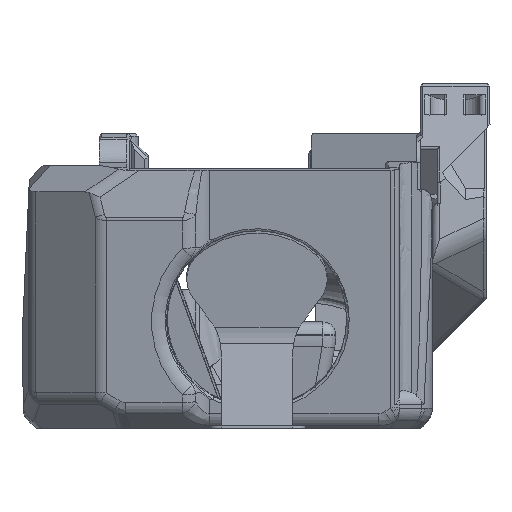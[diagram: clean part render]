
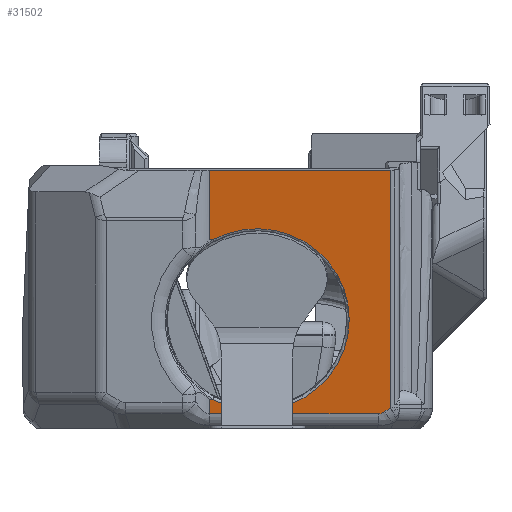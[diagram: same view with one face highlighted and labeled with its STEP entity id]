
A CAD part, left-side view. The second image highlights one B-rep face of the part: STEP entity #31502.
In plain terms, the highlighted planar face has unit normal (-0.985, 0, -0.174).
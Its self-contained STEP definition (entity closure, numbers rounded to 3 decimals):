
#739=B_SPLINE_CURVE_WITH_KNOTS('',3,(#49947,#49948,#49949,#49950),
 .UNSPECIFIED.,.F.,.F.,(4,4),(0.,0.382),.UNSPECIFIED.);
#752=B_SPLINE_CURVE_WITH_KNOTS('',3,(#50242,#50243,#50244,#50245),
 .UNSPECIFIED.,.F.,.F.,(4,4),(0.618,1.),.UNSPECIFIED.);
#1420=CIRCLE('',#33323,14.4);
#2597=ELLIPSE('',#33942,3.203,2.);
#5899=ORIENTED_EDGE('',*,*,#14145,.F.);
#5900=ORIENTED_EDGE('',*,*,#13134,.T.);
#5901=ORIENTED_EDGE('',*,*,#14274,.T.);
#5902=ORIENTED_EDGE('',*,*,#14275,.F.);
#5903=ORIENTED_EDGE('',*,*,#14276,.T.);
#5904=ORIENTED_EDGE('',*,*,#14277,.T.);
#5905=ORIENTED_EDGE('',*,*,#14278,.F.);
#5906=ORIENTED_EDGE('',*,*,#14279,.T.);
#5907=ORIENTED_EDGE('',*,*,#13730,.F.);
#5908=ORIENTED_EDGE('',*,*,#13755,.F.);
#13134=EDGE_CURVE('',#17767,#17766,#1420,.T.);
#13730=EDGE_CURVE('',#18168,#18169,#21051,.T.);
#13755=EDGE_CURVE('',#18186,#18168,#21070,.T.);
#14145=EDGE_CURVE('',#17767,#18186,#739,.F.);
#14274=EDGE_CURVE('',#17766,#18551,#752,.T.);
#14275=EDGE_CURVE('',#18552,#18551,#21406,.T.);
#14276=EDGE_CURVE('',#18552,#18553,#21407,.T.);
#14277=EDGE_CURVE('',#18553,#18554,#2597,.T.);
#14278=EDGE_CURVE('',#18555,#18554,#21408,.T.);
#14279=EDGE_CURVE('',#18555,#18169,#21409,.T.);
#17766=VERTEX_POINT('',#45722);
#17767=VERTEX_POINT('',#45724);
#18168=VERTEX_POINT('',#48237);
#18169=VERTEX_POINT('',#48239);
#18186=VERTEX_POINT('',#48298);
#18551=VERTEX_POINT('',#50246);
#18552=VERTEX_POINT('',#50248);
#18553=VERTEX_POINT('',#50250);
#18554=VERTEX_POINT('',#50252);
#18555=VERTEX_POINT('',#50254);
#21051=LINE('',#48238,#23887);
#21070=LINE('',#48299,#23906);
#21406=LINE('',#50247,#24242);
#21407=LINE('',#50249,#24243);
#21408=LINE('',#50253,#24244);
#21409=LINE('',#50255,#24245);
#23887=VECTOR('',#37876,1000.);
#23906=VECTOR('',#37913,1000.);
#24242=VECTOR('',#38739,1000.);
#24243=VECTOR('',#38740,1000.);
#24244=VECTOR('',#38743,1000.);
#24245=VECTOR('',#38744,1000.);
#26579=EDGE_LOOP('',(#5899,#5900,#5901,#5902,#5903,#5904,#5905,#5906,#5907,
#5908));
#28554=FACE_BOUND('',#26579,.T.);
#30232=PLANE('',#33941);
#31502=ADVANCED_FACE('',(#28554),#30232,.F.);
#33323=AXIS2_PLACEMENT_3D('',#45723,#36894,#36895);
#33941=AXIS2_PLACEMENT_3D('',#50241,#38737,#38738);
#33942=AXIS2_PLACEMENT_3D('',#50251,#38741,#38742);
#36894=DIRECTION('',(0.985,0.,0.174));
#36895=DIRECTION('',(0.174,0.,-0.985));
#37876=DIRECTION('',(0.,-1.,0.));
#37913=DIRECTION('',(-0.174,0.,0.985));
#38737=DIRECTION('',(0.985,0.,0.174));
#38738=DIRECTION('',(-0.174,0.,0.985));
#38739=DIRECTION('',(-0.174,0.,0.985));
#38740=DIRECTION('',(0.,-1.,0.));
#38741=DIRECTION('',(-0.985,0.,-0.174));
#38742=DIRECTION('',(-0.165,-0.304,0.938));
#38743=DIRECTION('',(0.097,0.829,-0.551));
#38744=DIRECTION('',(-0.174,0.,0.985));
#45722=CARTESIAN_POINT('',(-28.264,11.767,4.533));
#45723=CARTESIAN_POINT('',(-30.458,4.853,16.973));
#45724=CARTESIAN_POINT('',(-32.651,11.767,29.413));
#48237=CARTESIAN_POINT('',(-34.572,12.27,40.304));
#48238=CARTESIAN_POINT('',(-34.572,24.853,40.304));
#48239=CARTESIAN_POINT('',(-34.572,-16.002,40.304));
#48298=CARTESIAN_POINT('',(-32.66,12.27,29.463));
#48299=CARTESIAN_POINT('',(-31.185,12.27,21.099));
#49947=CARTESIAN_POINT('',(-32.66,12.27,29.463));
#49948=CARTESIAN_POINT('',(-32.657,12.102,29.442));
#49949=CARTESIAN_POINT('',(-32.654,11.935,29.425));
#49950=CARTESIAN_POINT('',(-32.651,11.767,29.413));
#50241=CARTESIAN_POINT('',(-31.185,24.853,21.099));
#50242=CARTESIAN_POINT('',(-28.264,11.767,4.533));
#50243=CARTESIAN_POINT('',(-28.262,11.935,4.52));
#50244=CARTESIAN_POINT('',(-28.259,12.102,4.503));
#50245=CARTESIAN_POINT('',(-28.255,12.27,4.482));
#50246=CARTESIAN_POINT('',(-28.255,12.27,4.482));
#50247=CARTESIAN_POINT('',(-31.185,12.27,21.099));
#50248=CARTESIAN_POINT('',(-27.864,12.27,2.262));
#50249=CARTESIAN_POINT('',(-27.864,-14.655,2.262));
#50250=CARTESIAN_POINT('',(-27.864,-14.07,2.262));
#50251=CARTESIAN_POINT('',(-28.404,-14.652,5.326));
#50252=CARTESIAN_POINT('',(-27.923,-15.07,2.597));
#50253=CARTESIAN_POINT('',(-27.821,-14.199,2.018));
#50254=CARTESIAN_POINT('',(-28.032,-16.002,3.216));
#50255=CARTESIAN_POINT('',(-7.663,-16.002,-112.301));
